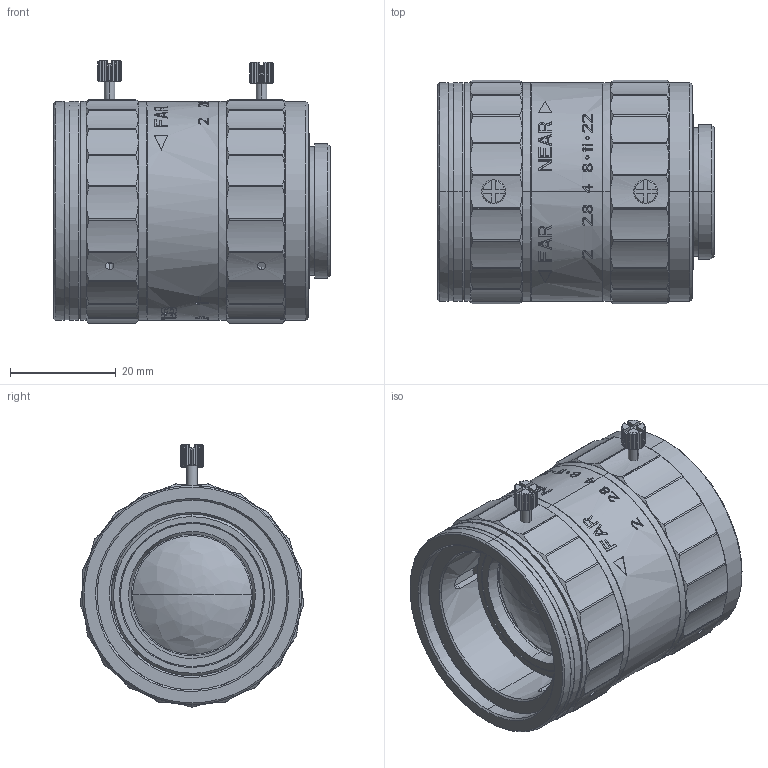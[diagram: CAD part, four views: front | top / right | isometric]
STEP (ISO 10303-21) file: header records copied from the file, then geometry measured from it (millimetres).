
FILE_DESCRIPTION (( 'STEP AP203' ), '1' );
FILE_NAME ('600026-1.STEP', '2020-12-30T02:20:28', ( '' ), ( '' ), 'SwSTEP 2.0', 'SolidWorks 2019', '' );
FILE_SCHEMA (( 'CONFIG_CONTROL_DESIGN' ));
Products named in the file (1): 600026-1
Bounding box: 52.33 x 42.33 x 49.62 mm (x, y, z)
Surface area: 20465.3 mm2 (no closed solid volume)
Topology: 0 solids, 4 shells, 1511 faces, 4271 edges, 2826 vertices
Faces by surface type: bspline 1511
Entity records: 68883 total; most frequent: CARTESIAN_POINT 43795, ORIENTED_EDGE 8498, EDGE_CURVE 4253, B_SPLINE_CURVE_WITH_KNOTS 3581, VERTEX_POINT 2821, EDGE_LOOP 1624, ADVANCED_FACE 1511, FACE_OUTER_BOUND 1511
